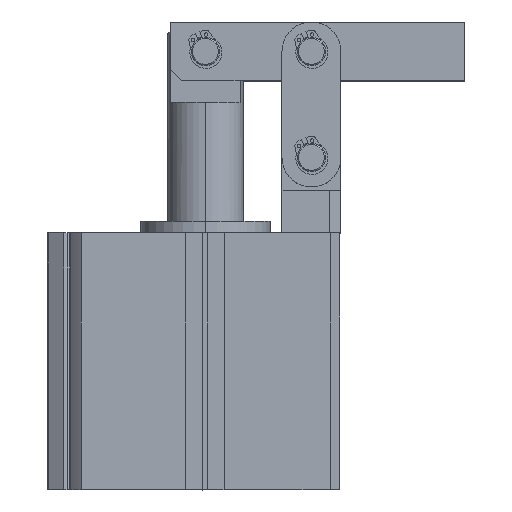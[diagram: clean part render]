
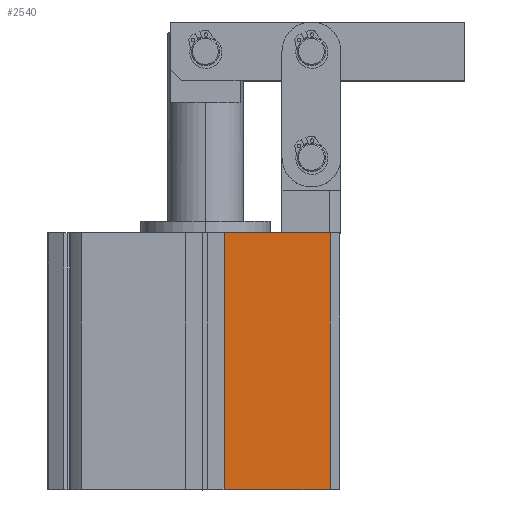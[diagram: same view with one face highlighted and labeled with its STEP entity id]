
A CAD part, top view. The second image highlights one B-rep face of the part: STEP entity #2540.
In plain terms, the highlighted planar face has unit normal (0, 0, 1).
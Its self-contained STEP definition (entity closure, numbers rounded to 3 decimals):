
#424 = LINE ( 'NONE', #1647, #427 ) ;
#426 = LINE ( 'NONE', #1642, #435 ) ;
#427 = VECTOR ( 'NONE', #1649, 1000. ) ;
#428 = LINE ( 'NONE', #1651, #431 ) ;
#430 = LINE ( 'NONE', #1653, #433 ) ;
#431 = VECTOR ( 'NONE', #1652, 1000. ) ;
#433 = VECTOR ( 'NONE', #1655, 1000. ) ;
#435 = VECTOR ( 'NONE', #1656, 1000. ) ;
#1642 = CARTESIAN_POINT ( 'NONE',  ( 52.939, 109., 56.805 ) ) ;
#1647 = CARTESIAN_POINT ( 'NONE',  ( 8.122, 109., 56.805 ) ) ;
#1649 = DIRECTION ( 'NONE',  ( 0., -1., 0. ) ) ;
#1651 = CARTESIAN_POINT ( 'NONE',  ( 52.939, 0., 56.805 ) ) ;
#1652 = DIRECTION ( 'NONE',  ( 1., 0., 0. ) ) ;
#1653 = CARTESIAN_POINT ( 'NONE',  ( 52.939, 109., 56.805 ) ) ;
#1655 = DIRECTION ( 'NONE',  ( 0., -1., 0. ) ) ;
#1656 = DIRECTION ( 'NONE',  ( 1., 0., 0. ) ) ;
#2540 = ADVANCED_FACE ( 'NONE', ( #8586 ), #5863, .F. ) ;
#3410 = CARTESIAN_POINT ( 'NONE',  ( 8.122, 0., 56.805 ) ) ;
#3412 = CARTESIAN_POINT ( 'NONE',  ( 52.939, 0., 56.805 ) ) ;
#3417 = CARTESIAN_POINT ( 'NONE',  ( 8.122, 109., 56.805 ) ) ;
#3419 = CARTESIAN_POINT ( 'NONE',  ( 52.939, 109., 56.805 ) ) ;
#4429 = EDGE_CURVE ( 'NONE', #8435, #8428, #424, .T. ) ;
#4431 = EDGE_CURVE ( 'NONE', #8428, #8430, #428, .T. ) ;
#4432 = EDGE_CURVE ( 'NONE', #8437, #8430, #430, .T. ) ;
#4433 = EDGE_CURVE ( 'NONE', #8435, #8437, #426, .T. ) ;
#4790 = AXIS2_PLACEMENT_3D ( 'NONE', #5871, #5860, #5859 ) ;
#5859 = DIRECTION ( 'NONE',  ( -1., 0., 0. ) ) ;
#5860 = DIRECTION ( 'NONE',  ( 0., 0., -1. ) ) ;
#5863 = PLANE ( 'NONE',  #4790 ) ;
#5871 = CARTESIAN_POINT ( 'NONE',  ( 52.939, 109., 56.805 ) ) ;
#7155 = ORIENTED_EDGE ( 'NONE', *, *, #4431, .T. ) ;
#7156 = ORIENTED_EDGE ( 'NONE', *, *, #4432, .F. ) ;
#7157 = ORIENTED_EDGE ( 'NONE', *, *, #4433, .F. ) ;
#7158 = ORIENTED_EDGE ( 'NONE', *, *, #4429, .T. ) ;
#7666 = EDGE_LOOP ( 'NONE', ( #7155, #7156, #7157, #7158 ) ) ;
#8428 = VERTEX_POINT ( 'NONE', #3410 ) ;
#8430 = VERTEX_POINT ( 'NONE', #3412 ) ;
#8435 = VERTEX_POINT ( 'NONE', #3417 ) ;
#8437 = VERTEX_POINT ( 'NONE', #3419 ) ;
#8586 = FACE_OUTER_BOUND ( 'NONE', #7666, .T. ) ;
